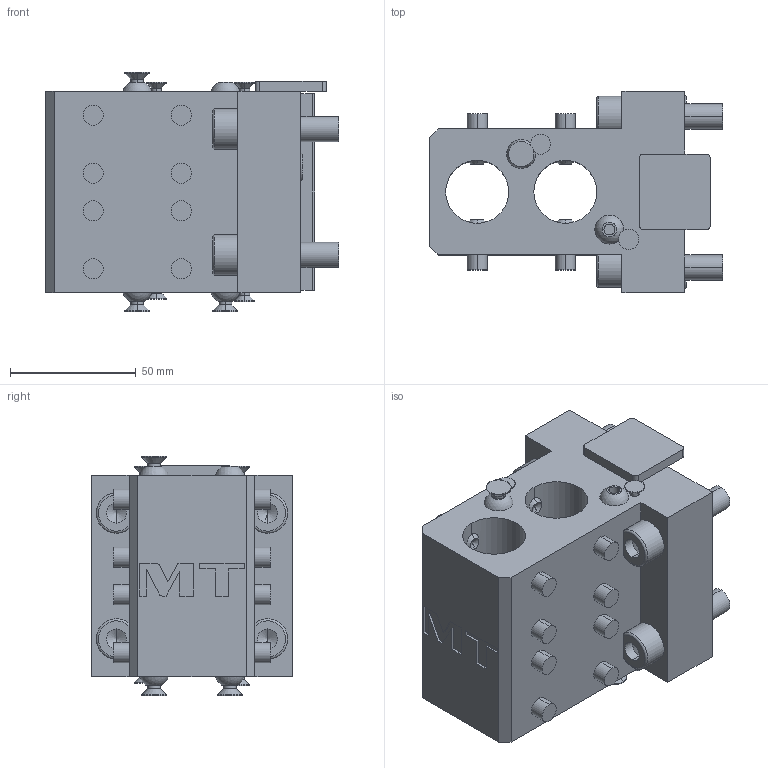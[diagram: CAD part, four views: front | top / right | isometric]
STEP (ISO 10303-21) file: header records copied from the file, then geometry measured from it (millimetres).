
FILE_DESCRIPTION((''),'2;1');
FILE_NAME('NKM0142500_CONF','2023-03-07T16:04:58',('sterribile'),('M.T. srl'),'CREO PARAMETRIC BY PTC INC, 2021072','CREO PARAMETRIC BY PTC INC, 2021072','');
FILE_SCHEMA(('CONFIG_CONTROL_DESIGN'));
Length unit declared in the file: millimetre
Products named in the file (1): NKM0142500_CONF
Bounding box: 116.5 x 80 x 95.1 mm (x, y, z)
Volume: 415817.6 mm3; surface area: 60707 mm2
Topology: 1 solids, 1 shells, 282 faces, 687 edges, 408 vertices
Faces by surface type: plane 92, cylinder 90, cone 86, torus 8, sphere 4, extrusion 2
Entity records: 9289 total; most frequent: CARTESIAN_POINT 2725, DIRECTION 1409, ORIENTED_EDGE 1294, EDGE_CURVE 647, AXIS2_PLACEMENT_3D 524, VERTEX_POINT 408, VECTOR 361, LINE 359
